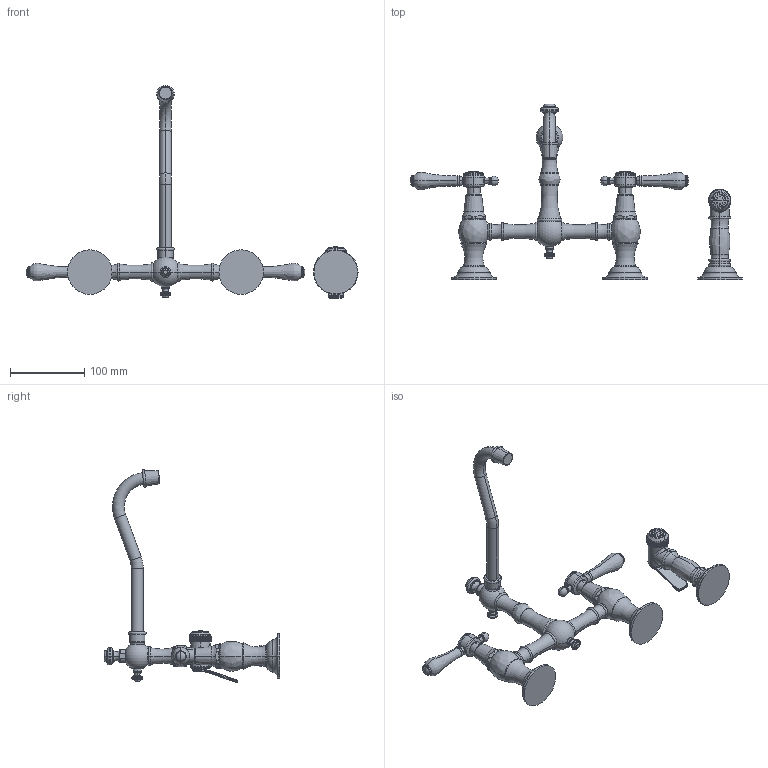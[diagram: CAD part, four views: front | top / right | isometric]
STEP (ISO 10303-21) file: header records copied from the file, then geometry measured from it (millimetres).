
FILE_DESCRIPTION((''),'2;1');
FILE_NAME('9462','2021-02-26T12:40:45',('rsmith'),(''),'CREO PARAMETRIC BY PTC INC, 2018400','CREO PARAMETRIC BY PTC INC, 2018400','');
FILE_SCHEMA(('AUTOMOTIVE_DESIGN { 1 0 10303 214 1 1 1 1 }'));
Length unit declared in the file: inch
Products named in the file (1): 9462
Bounding box: 445.71 x 236.14 x 285.69 mm (x, y, z)
Volume: 561941.6 mm3; surface area: 117435.9 mm2
Topology: 5 solids, 6 shells, 1038 faces, 2694 edges, 1700 vertices
Faces by surface type: plane 401, cylinder 289, torus 177, bspline 79, cone 48, sphere 32, extrusion 8, revolution 4
Entity records: 60133 total; most frequent: CARTESIAN_POINT 17258, ORIENTED_EDGE 5364, DIRECTION 5255, PRESENTATION_STYLE_ASSIGNMENT 3649, STYLED_ITEM 2691, CURVE_STYLE 2686, EDGE_CURVE 2682, AXIS2_PLACEMENT_3D 2126
